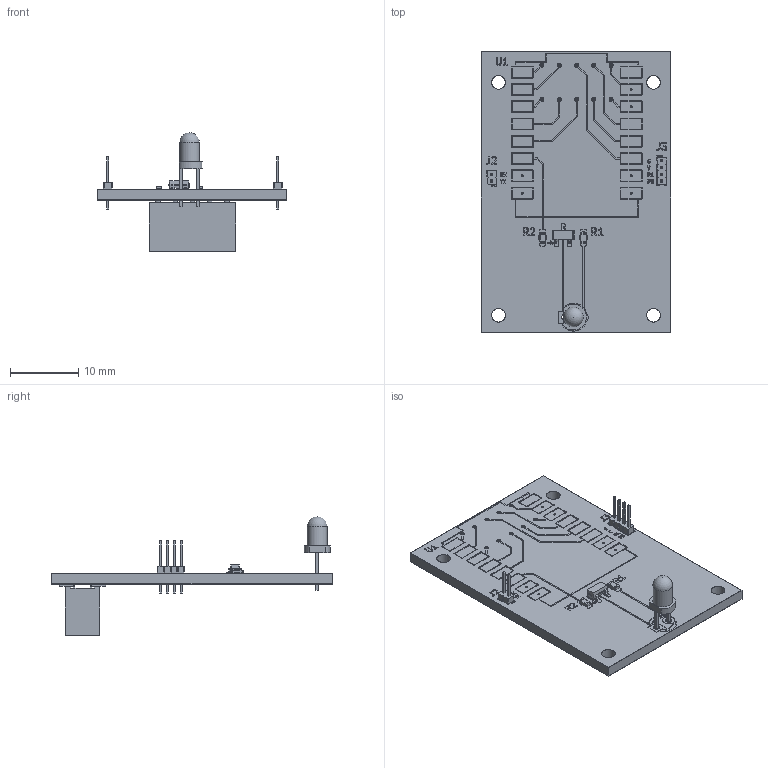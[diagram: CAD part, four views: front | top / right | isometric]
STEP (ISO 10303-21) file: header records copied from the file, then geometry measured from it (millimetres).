
FILE_DESCRIPTION(('KiCad electronic assembly'),'2;1');
FILE_NAME('Esp32InfraredController.step','2025-03-06T13:58:08',('Pcbnew' ),('Kicad'),'Open CASCADE STEP processor 7.8', 'KiCad to STEP converter','Unknown');
FILE_SCHEMA(('AUTOMOTIVE_DESIGN { 1 0 10303 214 1 1 1 1 }'));
Length unit declared in the file: millimetre
Products named in the file (11): Esp32InfraredController 1; PinHeader_1x04_P1.00mm_Vertical; PinHeader_1x02_P1.00mm_Vertical; R_0603_1608Metric; LED_D3.0mm_IRBlack; SOT-23; PinSocket_2x05_P2.54mm_Vertical_SMD; Esp32InfraredController_copper; Esp32InfraredController_silkscreen; Esp32InfraredController_soldermask; Esp32InfraredController_PCB
Assembly tree (11 placements, depth 2):
  Esp32InfraredController 1
    PinHeader_1x04_P1.00mm_Vertical
    PinHeader_1x02_P1.00mm_Vertical
    R_0603_1608Metric  x2
    LED_D3.0mm_IRBlack
    SOT-23
    PinSocket_2x05_P2.54mm_Vertical_SMD
    Esp32InfraredController_copper
    Esp32InfraredController_silkscreen
    Esp32InfraredController_soldermask
    Esp32InfraredController_PCB
Bounding box: 27.78 x 41.22 x 17.45 mm (x, y, z)
Volume: 2196.2 mm3; surface area: 5922.7 mm2
Topology: 27 solids, 80 shells, 1275 faces, 3888 edges, 2824 vertices
Faces by surface type: plane 1049, cylinder 198, bspline 27, sphere 1
Full cylindrical faces by diameter (mm): 0.25 x18, 0.3 x36, 0.45 x6, 0.5 x12, 0.85 x10, 0.9 x4, 1.8 x2, 2 x4, 2.9 x1
Entity records: 48968 total; most frequent: CARTESIAN_POINT 7973, DIRECTION 6952, ORIENTED_EDGE 6765, EDGE_CURVE 3819, LINE 3090, VECTOR 3090, VERTEX_POINT 2780, AXIS2_PLACEMENT_3D 1931
